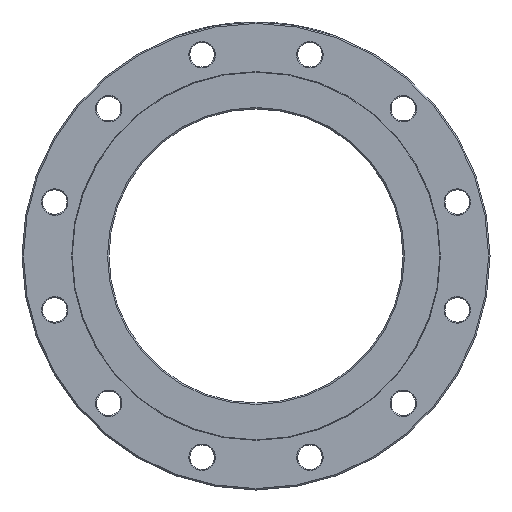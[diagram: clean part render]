
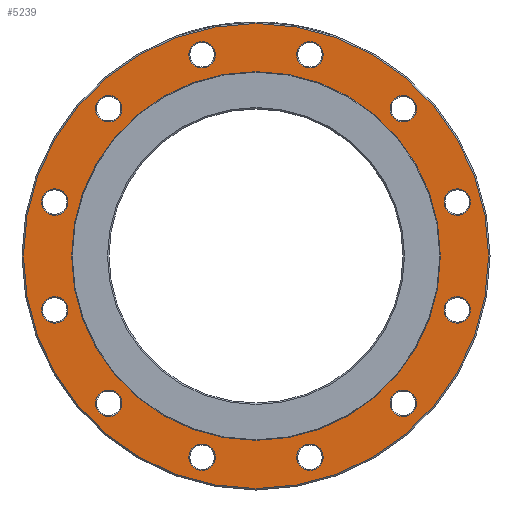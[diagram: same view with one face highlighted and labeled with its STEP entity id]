
A CAD part, left-side view. The second image highlights one B-rep face of the part: STEP entity #5239.
In plain terms, the highlighted planar face has unit normal (-1, 0, 0).
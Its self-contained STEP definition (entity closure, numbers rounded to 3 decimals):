
#94 = EDGE_LOOP ( 'NONE', ( #826 ) ) ;
#173 = AXIS2_PLACEMENT_3D ( 'NONE', #6877, #4485, #6342 ) ;
#232 = CARTESIAN_POINT ( 'NONE',  ( 2., -215.393, -44.014 ) ) ;
#341 = CARTESIAN_POINT ( 'NONE',  ( 2., 145.814, -164.529 ) ) ;
#378 = PLANE ( 'NONE',  #7017 ) ;
#406 = DIRECTION ( 'NONE',  ( 0., -0.5, -0.866 ) ) ;
#415 = CIRCLE ( 'NONE', #173, 13.7 ) ;
#492 = EDGE_CURVE ( 'NONE', #2137, #2137, #7112, .T. ) ;
#498 = CARTESIAN_POINT ( 'NONE',  ( 2., 215.393, 44.014 ) ) ;
#501 = FACE_BOUND ( 'NONE', #94, .T. ) ;
#538 = VERTEX_POINT ( 'NONE', #3499 ) ;
#539 = DIRECTION ( 'NONE',  ( 0., 0.866, -0.5 ) ) ;
#585 = DIRECTION ( 'NONE',  ( 0., 0., -1. ) ) ;
#752 = ORIENTED_EDGE ( 'NONE', *, *, #5484, .T. ) ;
#826 = ORIENTED_EDGE ( 'NONE', *, *, #938, .T. ) ;
#828 = DIRECTION ( 'NONE',  ( 0., -1., 0. ) ) ;
#938 = EDGE_CURVE ( 'NONE', #4573, #4573, #4693, .T. ) ;
#984 = ORIENTED_EDGE ( 'NONE', *, *, #5423, .T. ) ;
#1002 = EDGE_LOOP ( 'NONE', ( #2570 ) ) ;
#1007 = CARTESIAN_POINT ( 'NONE',  ( 2., -208.543, -55.879 ) ) ;
#1061 = DIRECTION ( 'NONE',  ( -1., 0., 0. ) ) ;
#1076 = DIRECTION ( 'NONE',  ( 0., 0.5, -0.866 ) ) ;
#1275 = EDGE_CURVE ( 'NONE', #3948, #3948, #6878, .T. ) ;
#1292 = AXIS2_PLACEMENT_3D ( 'NONE', #5219, #5176, #7613 ) ;
#1315 = CIRCLE ( 'NONE', #2579, 13.7 ) ;
#1385 = EDGE_CURVE ( 'NONE', #2656, #2656, #2695, .T. ) ;
#1535 = VERTEX_POINT ( 'NONE', #232 ) ;
#1562 = EDGE_LOOP ( 'NONE', ( #6795 ) ) ;
#1608 = VERTEX_POINT ( 'NONE', #5209 ) ;
#1613 = FACE_BOUND ( 'NONE', #2206, .T. ) ;
#1673 = ORIENTED_EDGE ( 'NONE', *, *, #3352, .T. ) ;
#1689 = CIRCLE ( 'NONE', #6377, 13.7 ) ;
#1718 = EDGE_LOOP ( 'NONE', ( #5512 ) ) ;
#1735 = DIRECTION ( 'NONE',  ( 0., -0.866, 0.5 ) ) ;
#1822 = CIRCLE ( 'NONE', #7412, 241. ) ;
#2066 = AXIS2_PLACEMENT_3D ( 'NONE', #5199, #4637, #406 ) ;
#2087 = CARTESIAN_POINT ( 'NONE',  ( 2., -208.543, 55.879 ) ) ;
#2137 = VERTEX_POINT ( 'NONE', #5096 ) ;
#2206 = EDGE_LOOP ( 'NONE', ( #4674 ) ) ;
#2212 = CIRCLE ( 'NONE', #7258, 13.7 ) ;
#2251 = FACE_BOUND ( 'NONE', #4759, .T. ) ;
#2284 = FACE_BOUND ( 'NONE', #1562, .T. ) ;
#2328 = FACE_BOUND ( 'NONE', #1002, .T. ) ;
#2364 = CARTESIAN_POINT ( 'NONE',  ( 2., -208.543, 69.579 ) ) ;
#2420 = DIRECTION ( 'NONE',  ( 0., -0.866, -0.5 ) ) ;
#2437 = EDGE_CURVE ( 'NONE', #1535, #1535, #4082, .T. ) ;
#2441 = CARTESIAN_POINT ( 'NONE',  ( 2., 0., 191.036 ) ) ;
#2467 = CIRCLE ( 'NONE', #3225, 13.7 ) ;
#2570 = ORIENTED_EDGE ( 'NONE', *, *, #492, .T. ) ;
#2579 = AXIS2_PLACEMENT_3D ( 'NONE', #5088, #5688, #828 ) ;
#2629 = DIRECTION ( 'NONE',  ( -1., 0., 0. ) ) ;
#2656 = VERTEX_POINT ( 'NONE', #341 ) ;
#2695 = CIRCLE ( 'NONE', #2066, 13.7 ) ;
#2781 = DIRECTION ( 'NONE',  ( 0., 0., 1. ) ) ;
#2876 = VERTEX_POINT ( 'NONE', #7687 ) ;
#2900 = EDGE_LOOP ( 'NONE', ( #984 ) ) ;
#2918 = EDGE_CURVE ( 'NONE', #5883, #5883, #415, .T. ) ;
#3200 = CARTESIAN_POINT ( 'NONE',  ( 2., -145.814, 164.529 ) ) ;
#3225 = AXIS2_PLACEMENT_3D ( 'NONE', #6415, #4035, #1076 ) ;
#3228 = ORIENTED_EDGE ( 'NONE', *, *, #4031, .T. ) ;
#3260 = EDGE_LOOP ( 'NONE', ( #3228 ) ) ;
#3352 = EDGE_CURVE ( 'NONE', #4063, #4063, #1315, .T. ) ;
#3393 = DIRECTION ( 'NONE',  ( 1., 0., 0. ) ) ;
#3419 = CARTESIAN_POINT ( 'NONE',  ( 2., -69.579, -208.543 ) ) ;
#3486 = ORIENTED_EDGE ( 'NONE', *, *, #1385, .T. ) ;
#3499 = CARTESIAN_POINT ( 'NONE',  ( 2., -44.014, 215.393 ) ) ;
#3502 = FACE_BOUND ( 'NONE', #2900, .T. ) ;
#3698 = AXIS2_PLACEMENT_3D ( 'NONE', #1007, #3859, #5758 ) ;
#3723 = DIRECTION ( 'NONE',  ( 1., 0., 0. ) ) ;
#3859 = DIRECTION ( 'NONE',  ( 1., 0., 0. ) ) ;
#3948 = VERTEX_POINT ( 'NONE', #4540 ) ;
#4031 = EDGE_CURVE ( 'NONE', #1608, #1608, #1689, .T. ) ;
#4035 = DIRECTION ( 'NONE',  ( 1., 0., 0. ) ) ;
#4048 = EDGE_LOOP ( 'NONE', ( #7266 ) ) ;
#4063 = VERTEX_POINT ( 'NONE', #3419 ) ;
#4082 = CIRCLE ( 'NONE', #3698, 13.7 ) ;
#4142 = FACE_BOUND ( 'NONE', #3260, .T. ) ;
#4161 = EDGE_LOOP ( 'NONE', ( #7857 ) ) ;
#4485 = DIRECTION ( 'NONE',  ( 1., 0., 0. ) ) ;
#4540 = CARTESIAN_POINT ( 'NONE',  ( 2., 164.529, 145.814 ) ) ;
#4573 = VERTEX_POINT ( 'NONE', #3200 ) ;
#4576 = FACE_BOUND ( 'NONE', #1718, .T. ) ;
#4585 = AXIS2_PLACEMENT_3D ( 'NONE', #2087, #5156, #2781 ) ;
#4599 = CIRCLE ( 'NONE', #4852, 13.7 ) ;
#4615 = CARTESIAN_POINT ( 'NONE',  ( 2., 191.036, 0. ) ) ;
#4637 = DIRECTION ( 'NONE',  ( 1., 0., 0. ) ) ;
#4659 = DIRECTION ( 'NONE',  ( 1., 0., 0. ) ) ;
#4674 = ORIENTED_EDGE ( 'NONE', *, *, #1275, .T. ) ;
#4691 = FACE_BOUND ( 'NONE', #5815, .T. ) ;
#4693 = CIRCLE ( 'NONE', #1292, 13.7 ) ;
#4712 = CIRCLE ( 'NONE', #4585, 13.7 ) ;
#4734 = FACE_BOUND ( 'NONE', #5520, .T. ) ;
#4759 = EDGE_LOOP ( 'NONE', ( #752 ) ) ;
#4852 = AXIS2_PLACEMENT_3D ( 'NONE', #7735, #3393, #7020 ) ;
#4907 = EDGE_LOOP ( 'NONE', ( #1673 ) ) ;
#4941 = EDGE_CURVE ( 'NONE', #2876, #2876, #1822, .T. ) ;
#4996 = DIRECTION ( 'NONE',  ( 0., 0., -1. ) ) ;
#5058 = AXIS2_PLACEMENT_3D ( 'NONE', #5167, #1061, #5880 ) ;
#5088 = CARTESIAN_POINT ( 'NONE',  ( 2., -55.879, -208.543 ) ) ;
#5096 = CARTESIAN_POINT ( 'NONE',  ( 2., 44.014, -215.393 ) ) ;
#5111 = CARTESIAN_POINT ( 'NONE',  ( 2., 0., 0. ) ) ;
#5156 = DIRECTION ( 'NONE',  ( 1., 0., 0. ) ) ;
#5167 = CARTESIAN_POINT ( 'NONE',  ( 2., 0., 0. ) ) ;
#5171 = FACE_BOUND ( 'NONE', #4161, .T. ) ;
#5176 = DIRECTION ( 'NONE',  ( 1., 0., 0. ) ) ;
#5198 = DIRECTION ( 'NONE',  ( 1., 0., 0. ) ) ;
#5199 = CARTESIAN_POINT ( 'NONE',  ( 2., 152.664, -152.664 ) ) ;
#5209 = CARTESIAN_POINT ( 'NONE',  ( 2., 208.543, -69.579 ) ) ;
#5219 = CARTESIAN_POINT ( 'NONE',  ( 2., -152.664, 152.664 ) ) ;
#5239 = ADVANCED_FACE ( 'NONE', ( #2251, #1613, #5295, #2284, #501, #4691, #5171, #3502, #5922, #2328, #4734, #4142, #6566, #4576 ), #378, .F. ) ;
#5295 = FACE_BOUND ( 'NONE', #4048, .T. ) ;
#5370 = DIRECTION ( 'NONE',  ( 1., 0., 0. ) ) ;
#5423 = EDGE_CURVE ( 'NONE', #7007, #7007, #2212, .T. ) ;
#5432 = CIRCLE ( 'NONE', #5058, 191.036 ) ;
#5483 = EDGE_CURVE ( 'NONE', #538, #538, #4599, .T. ) ;
#5484 = EDGE_CURVE ( 'NONE', #5919, #5919, #2467, .T. ) ;
#5512 = ORIENTED_EDGE ( 'NONE', *, *, #7537, .F. ) ;
#5520 = EDGE_LOOP ( 'NONE', ( #3486 ) ) ;
#5595 = CARTESIAN_POINT ( 'NONE',  ( 2., 208.543, -55.879 ) ) ;
#5688 = DIRECTION ( 'NONE',  ( 1., 0., 0. ) ) ;
#5758 = DIRECTION ( 'NONE',  ( 0., -0.5, 0.866 ) ) ;
#5815 = EDGE_LOOP ( 'NONE', ( #7035 ) ) ;
#5842 = AXIS2_PLACEMENT_3D ( 'NONE', #6564, #5957, #539 ) ;
#5880 = DIRECTION ( 'NONE',  ( 0., 0., 1. ) ) ;
#5883 = VERTEX_POINT ( 'NONE', #7050 ) ;
#5919 = VERTEX_POINT ( 'NONE', #498 ) ;
#5922 = FACE_BOUND ( 'NONE', #4907, .T. ) ;
#5956 = CARTESIAN_POINT ( 'NONE',  ( 2., -164.529, -145.814 ) ) ;
#5957 = DIRECTION ( 'NONE',  ( 1., 0., 0. ) ) ;
#6028 = EDGE_LOOP ( 'NONE', ( #6430 ) ) ;
#6126 = VERTEX_POINT ( 'NONE', #2441 ) ;
#6170 = EDGE_CURVE ( 'NONE', #7808, #7808, #4712, .T. ) ;
#6302 = DIRECTION ( 'NONE',  ( 0., 0., -1. ) ) ;
#6342 = DIRECTION ( 'NONE',  ( 0., 1., 0. ) ) ;
#6377 = AXIS2_PLACEMENT_3D ( 'NONE', #5595, #3723, #4996 ) ;
#6415 = CARTESIAN_POINT ( 'NONE',  ( 2., 208.543, 55.879 ) ) ;
#6430 = ORIENTED_EDGE ( 'NONE', *, *, #4941, .T. ) ;
#6564 = CARTESIAN_POINT ( 'NONE',  ( 2., 152.664, 152.664 ) ) ;
#6566 = FACE_OUTER_BOUND ( 'NONE', #6028, .T. ) ;
#6795 = ORIENTED_EDGE ( 'NONE', *, *, #5483, .T. ) ;
#6877 = CARTESIAN_POINT ( 'NONE',  ( 2., 55.879, 208.543 ) ) ;
#6878 = CIRCLE ( 'NONE', #5842, 13.7 ) ;
#7007 = VERTEX_POINT ( 'NONE', #5956 ) ;
#7017 = AXIS2_PLACEMENT_3D ( 'NONE', #4615, #5370, #585 ) ;
#7020 = DIRECTION ( 'NONE',  ( 0., 0.866, 0.5 ) ) ;
#7035 = ORIENTED_EDGE ( 'NONE', *, *, #6170, .T. ) ;
#7050 = CARTESIAN_POINT ( 'NONE',  ( 2., 69.579, 208.543 ) ) ;
#7095 = CARTESIAN_POINT ( 'NONE',  ( 2., -152.664, -152.664 ) ) ;
#7112 = CIRCLE ( 'NONE', #7502, 13.7 ) ;
#7258 = AXIS2_PLACEMENT_3D ( 'NONE', #7095, #4659, #1735 ) ;
#7266 = ORIENTED_EDGE ( 'NONE', *, *, #2918, .T. ) ;
#7412 = AXIS2_PLACEMENT_3D ( 'NONE', #5111, #2629, #6302 ) ;
#7502 = AXIS2_PLACEMENT_3D ( 'NONE', #7864, #5198, #2420 ) ;
#7537 = EDGE_CURVE ( 'NONE', #6126, #6126, #5432, .T. ) ;
#7613 = DIRECTION ( 'NONE',  ( 0., 0.5, 0.866 ) ) ;
#7687 = CARTESIAN_POINT ( 'NONE',  ( 2., 0., -241. ) ) ;
#7735 = CARTESIAN_POINT ( 'NONE',  ( 2., -55.879, 208.543 ) ) ;
#7808 = VERTEX_POINT ( 'NONE', #2364 ) ;
#7857 = ORIENTED_EDGE ( 'NONE', *, *, #2437, .T. ) ;
#7864 = CARTESIAN_POINT ( 'NONE',  ( 2., 55.879, -208.543 ) ) ;
